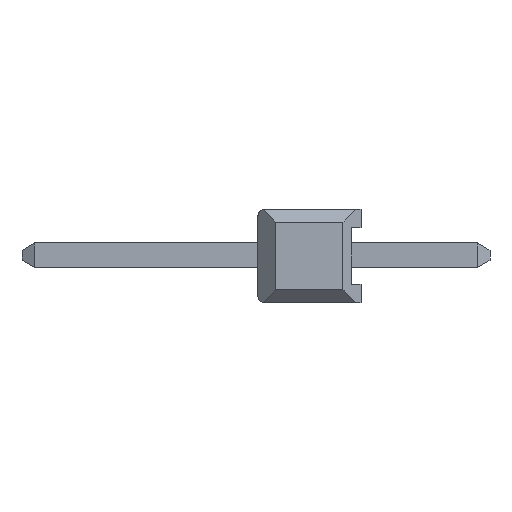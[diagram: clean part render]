
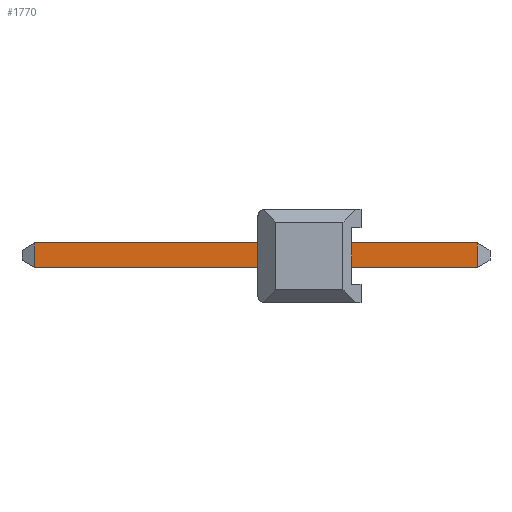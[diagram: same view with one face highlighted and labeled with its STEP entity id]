
A CAD part, left-side view. The second image highlights one B-rep face of the part: STEP entity #1770.
In plain terms, the highlighted planar face has unit normal (-1, 0, 0).
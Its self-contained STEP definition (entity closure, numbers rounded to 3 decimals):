
#78 = VERTEX_POINT ( 'NONE', #4946 ) ;
#426 = LINE ( 'NONE', #3617, #6302 ) ;
#553 = LINE ( 'NONE', #6533, #4728 ) ;
#657 = CARTESIAN_POINT ( 'NONE',  ( -0.335, 12.354, 0.335 ) ) ;
#658 = PLANE ( 'NONE',  #4186 ) ;
#727 = EDGE_LOOP ( 'NONE', ( #5933, #5120, #6601, #1143 ) ) ;
#757 = VERTEX_POINT ( 'NONE', #5944 ) ;
#834 = DIRECTION ( 'NONE',  ( 0., 1., 0. ) ) ;
#988 = DIRECTION ( 'NONE',  ( 0., -1., 0. ) ) ;
#1024 = VECTOR ( 'NONE', #5648, 1000. ) ;
#1143 = ORIENTED_EDGE ( 'NONE', *, *, #3701, .T. ) ;
#1596 = VERTEX_POINT ( 'NONE', #3397 ) ;
#1604 = FACE_OUTER_BOUND ( 'NONE', #727, .T. ) ;
#1770 = ADVANCED_FACE ( 'NONE', ( #1604 ), #658, .F. ) ;
#1906 = LINE ( 'NONE', #6243, #6088 ) ;
#2978 = LINE ( 'NONE', #6793, #1024 ) ;
#3242 = DIRECTION ( 'NONE',  ( 0., 0., -1. ) ) ;
#3397 = CARTESIAN_POINT ( 'NONE',  ( -0.335, 0.346, -0.335 ) ) ;
#3617 = CARTESIAN_POINT ( 'NONE',  ( -0.335, 12.7, -0.335 ) ) ;
#3701 = EDGE_CURVE ( 'NONE', #757, #1596, #426, .T. ) ;
#3750 = VERTEX_POINT ( 'NONE', #657 ) ;
#3858 = EDGE_CURVE ( 'NONE', #78, #3750, #1906, .T. ) ;
#4087 = EDGE_CURVE ( 'NONE', #78, #1596, #553, .T. ) ;
#4186 = AXIS2_PLACEMENT_3D ( 'NONE', #5928, #5999, #6575 ) ;
#4434 = EDGE_CURVE ( 'NONE', #757, #3750, #2978, .T. ) ;
#4728 = VECTOR ( 'NONE', #3242, 1000. ) ;
#4946 = CARTESIAN_POINT ( 'NONE',  ( -0.335, 0.346, 0.335 ) ) ;
#5120 = ORIENTED_EDGE ( 'NONE', *, *, #3858, .T. ) ;
#5648 = DIRECTION ( 'NONE',  ( 0., 0., 1. ) ) ;
#5928 = CARTESIAN_POINT ( 'NONE',  ( -0.335, 12.7, -0.335 ) ) ;
#5933 = ORIENTED_EDGE ( 'NONE', *, *, #4087, .F. ) ;
#5944 = CARTESIAN_POINT ( 'NONE',  ( -0.335, 12.354, -0.335 ) ) ;
#5999 = DIRECTION ( 'NONE',  ( 1., 0., 0. ) ) ;
#6088 = VECTOR ( 'NONE', #834, 1000. ) ;
#6243 = CARTESIAN_POINT ( 'NONE',  ( -0.335, 12.7, 0.335 ) ) ;
#6302 = VECTOR ( 'NONE', #988, 1000. ) ;
#6533 = CARTESIAN_POINT ( 'NONE',  ( -0.335, 0.346, -0.335 ) ) ;
#6575 = DIRECTION ( 'NONE',  ( 0., 0., -1. ) ) ;
#6601 = ORIENTED_EDGE ( 'NONE', *, *, #4434, .F. ) ;
#6793 = CARTESIAN_POINT ( 'NONE',  ( -0.335, 12.354, -0.335 ) ) ;
